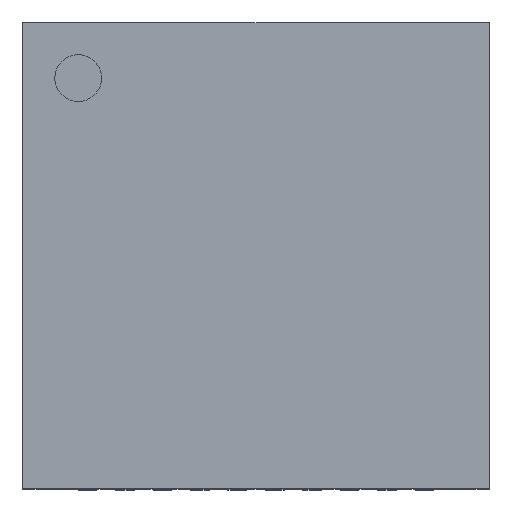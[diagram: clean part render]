
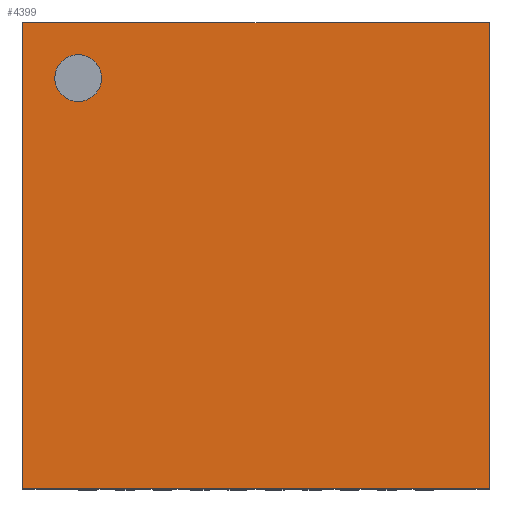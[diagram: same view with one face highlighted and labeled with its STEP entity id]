
A CAD part, top view. The second image highlights one B-rep face of the part: STEP entity #4399.
In plain terms, the highlighted planar face has unit normal (0, 0, 1).
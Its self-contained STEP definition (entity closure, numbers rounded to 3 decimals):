
#13=DIRECTION('',(0.,0.,1.));
#52=DIRECTION('',(0.,0.,-1.));
#159=VECTOR('',#160,1.);
#160=DIRECTION('',(1.,0.,0.));
#166=VECTOR('',#167,1.);
#167=DIRECTION('',(0.,-1.,0.));
#1136=VERTEX_POINT('',#1137);
#1137=CARTESIAN_POINT('',(-2.49,2.49,0.77));
#1139=ORIENTED_EDGE('',*,*,#1140,.T.);
#1140=EDGE_CURVE('',#1136,#1141,#1143,.T.);
#1141=VERTEX_POINT('',#1142);
#1142=CARTESIAN_POINT('',(-2.49,-2.49,0.77));
#1143=LINE('',#1137,#166);
#1321=ORIENTED_EDGE('',*,*,#1322,.F.);
#1322=EDGE_CURVE('',#1136,#1323,#1325,.T.);
#1323=VERTEX_POINT('',#1324);
#1324=CARTESIAN_POINT('',(2.49,2.49,0.77));
#1325=LINE('',#1137,#159);
#2731=EDGE_CURVE('',#1323,#2732,#2734,.T.);
#2732=VERTEX_POINT('',#2733);
#2733=CARTESIAN_POINT('',(2.49,-2.49,0.77));
#2734=LINE('',#1324,#166);
#2904=EDGE_CURVE('',#1141,#2732,#2905,.T.);
#2905=LINE('',#1142,#159);
#4399=ADVANCED_FACE('',(#4400,#4404),#4414,.T.);
#4400=FACE_BOUND('',#4401,.T.);
#4401=EDGE_LOOP('',(#1321,#1139,#4402,#4403));
#4402=ORIENTED_EDGE('',*,*,#2904,.T.);
#4403=ORIENTED_EDGE('',*,*,#2731,.F.);
#4404=FACE_BOUND('',#4405,.T.);
#4405=EDGE_LOOP('',(#4406));
#4406=ORIENTED_EDGE('',*,*,#4407,.T.);
#4407=EDGE_CURVE('',#4408,#4408,#4410,.T.);
#4408=VERTEX_POINT('',#4409);
#4409=CARTESIAN_POINT('',(-1.9,1.65,0.77));
#4410=CIRCLE('',#4411,0.25);
#4411=AXIS2_PLACEMENT_3D('',#4412,#52,#4413);
#4412=CARTESIAN_POINT('',(-1.9,1.9,0.77));
#4413=DIRECTION('',(0.,-1.,0.));
#4414=PLANE('',#4415);
#4415=AXIS2_PLACEMENT_3D('',#1137,#13,#167);
